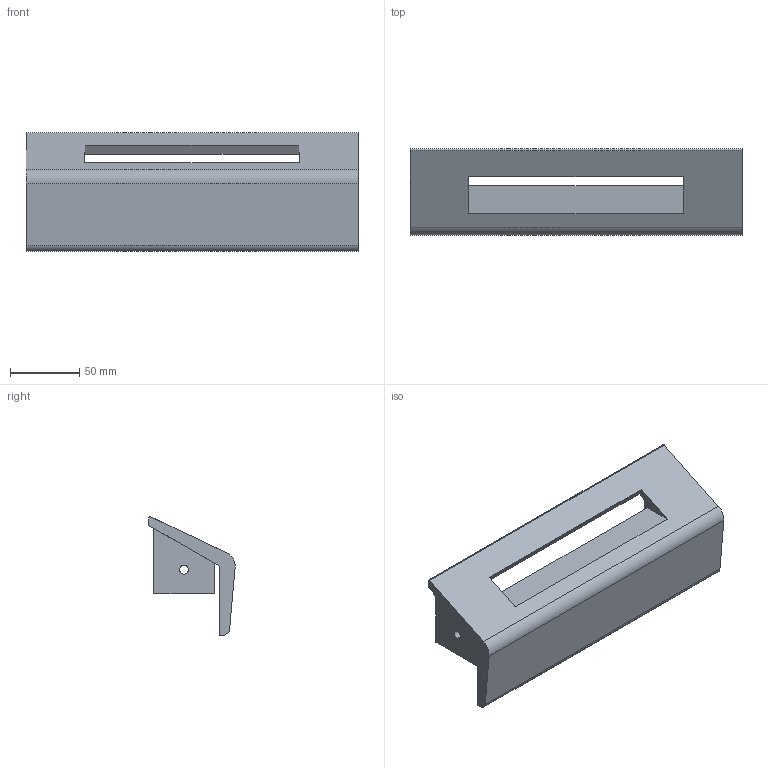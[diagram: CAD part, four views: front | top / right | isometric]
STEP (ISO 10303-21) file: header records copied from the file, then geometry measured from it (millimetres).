
FILE_DESCRIPTION (( 'STEP AP203' ), '1' );
FILE_NAME ('PlateWear.STEP', '2025-03-08T16:12:35', ( '' ), ( '' ), 'SwSTEP 2.0', 'SolidWorks 2024', '' );
FILE_SCHEMA (( 'CONFIG_CONTROL_DESIGN' ));
Length unit declared in the file: millimetre
Products named in the file (1): PlateWear
Bounding box: 239.55 x 62.19 x 85.74 mm (x, y, z)
Volume: 275287.9 mm3; surface area: 67785 mm2
Topology: 1 solids, 1 shells, 34 faces, 89 edges, 59 vertices
Faces by surface type: plane 25, cylinder 9
Entity records: 1132 total; most frequent: CARTESIAN_POINT 183, ORIENTED_EDGE 178, DIRECTION 177, EDGE_CURVE 89, VECTOR 71, LINE 71, VERTEX_POINT 59, AXIS2_PLACEMENT_3D 53
